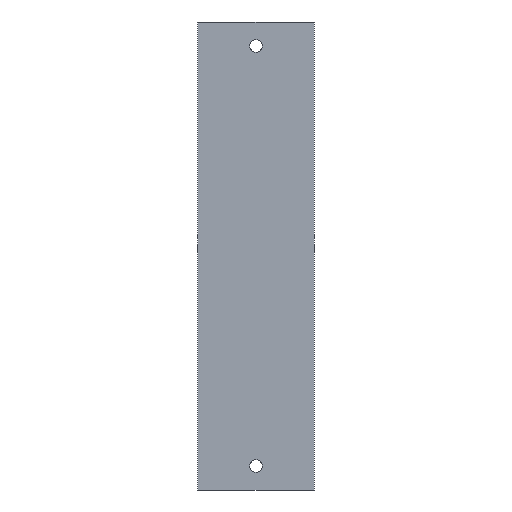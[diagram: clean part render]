
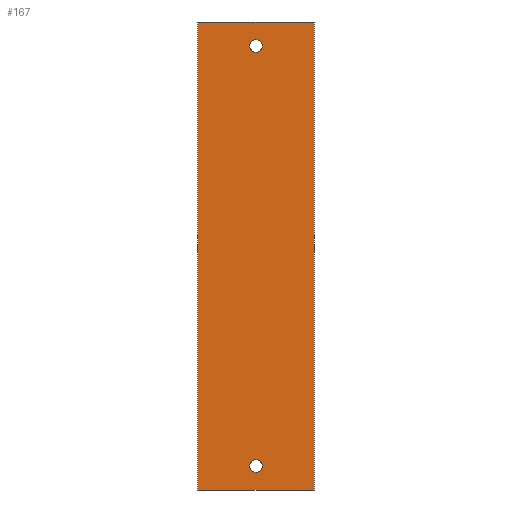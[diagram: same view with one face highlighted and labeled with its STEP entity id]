
A CAD part, left-side view. The second image highlights one B-rep face of the part: STEP entity #167.
In plain terms, the highlighted planar face has unit normal (-1, 0, 0).
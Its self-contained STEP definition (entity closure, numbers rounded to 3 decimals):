
#23=FACE_BOUND('',#53,.T.);
#24=FACE_BOUND('',#54,.T.);
#28=PLANE('',#199);
#38=FACE_OUTER_BOUND('',#52,.T.);
#52=EDGE_LOOP('',(#146,#147,#148,#149));
#53=EDGE_LOOP('',(#150));
#54=EDGE_LOOP('',(#151));
#60=LINE('',#349,#68);
#61=LINE('',#353,#69);
#62=LINE('',#356,#70);
#63=LINE('',#358,#71);
#68=VECTOR('',#233,10.);
#69=VECTOR('',#236,10.);
#70=VECTOR('',#241,10.);
#71=VECTOR('',#244,10.);
#73=CIRCLE('',#185,1.5);
#76=CIRCLE('',#191,1.5);
#81=VERTEX_POINT('',#251);
#86=VERTEX_POINT('',#300);
#90=VERTEX_POINT('',#347);
#91=VERTEX_POINT('',#348);
#92=VERTEX_POINT('',#350);
#93=VERTEX_POINT('',#352);
#96=EDGE_CURVE('',#81,#81,#73,.T.);
#103=EDGE_CURVE('',#86,#86,#76,.T.);
#108=EDGE_CURVE('',#90,#91,#60,.T.);
#110=EDGE_CURVE('',#92,#93,#61,.T.);
#112=EDGE_CURVE('',#92,#90,#62,.T.);
#113=EDGE_CURVE('',#91,#93,#63,.T.);
#146=ORIENTED_EDGE('',*,*,#108,.T.);
#147=ORIENTED_EDGE('',*,*,#113,.T.);
#148=ORIENTED_EDGE('',*,*,#110,.F.);
#149=ORIENTED_EDGE('',*,*,#112,.T.);
#150=ORIENTED_EDGE('',*,*,#96,.T.);
#151=ORIENTED_EDGE('',*,*,#103,.T.);
#167=ADVANCED_FACE('',(#38,#23,#24),#28,.T.);
#185=AXIS2_PLACEMENT_3D('',#253,#208,#209);
#191=AXIS2_PLACEMENT_3D('',#302,#222,#223);
#199=AXIS2_PLACEMENT_3D('',#357,#242,#243);
#208=DIRECTION('center_axis',(1.,0.,0.));
#209=DIRECTION('ref_axis',(0.,0.,1.));
#222=DIRECTION('center_axis',(1.,0.,0.));
#223=DIRECTION('ref_axis',(0.,0.,1.));
#233=DIRECTION('',(0.,0.,1.));
#236=DIRECTION('',(0.,0.,1.));
#241=DIRECTION('',(0.,-1.,0.));
#242=DIRECTION('center_axis',(-1.,0.,0.));
#243=DIRECTION('ref_axis',(0.,-1.,0.));
#244=DIRECTION('',(0.,1.,0.));
#251=CARTESIAN_POINT('',(15.965,0.,-51.5));
#253=CARTESIAN_POINT('Origin',(15.965,0.,-50.));
#300=CARTESIAN_POINT('',(15.965,0.,48.5));
#302=CARTESIAN_POINT('Origin',(15.965,0.,50.));
#347=CARTESIAN_POINT('',(15.965,-13.873,-55.7));
#348=CARTESIAN_POINT('',(15.965,-13.873,55.7));
#349=CARTESIAN_POINT('',(15.965,-13.873,-55.8));
#350=CARTESIAN_POINT('',(15.965,13.873,-55.7));
#352=CARTESIAN_POINT('',(15.965,13.873,55.7));
#353=CARTESIAN_POINT('',(15.965,13.873,-55.8));
#356=CARTESIAN_POINT('',(15.965,-4.821,-55.7));
#357=CARTESIAN_POINT('Origin',(15.965,-9.641,-55.8));
#358=CARTESIAN_POINT('',(15.965,-4.821,55.7));
